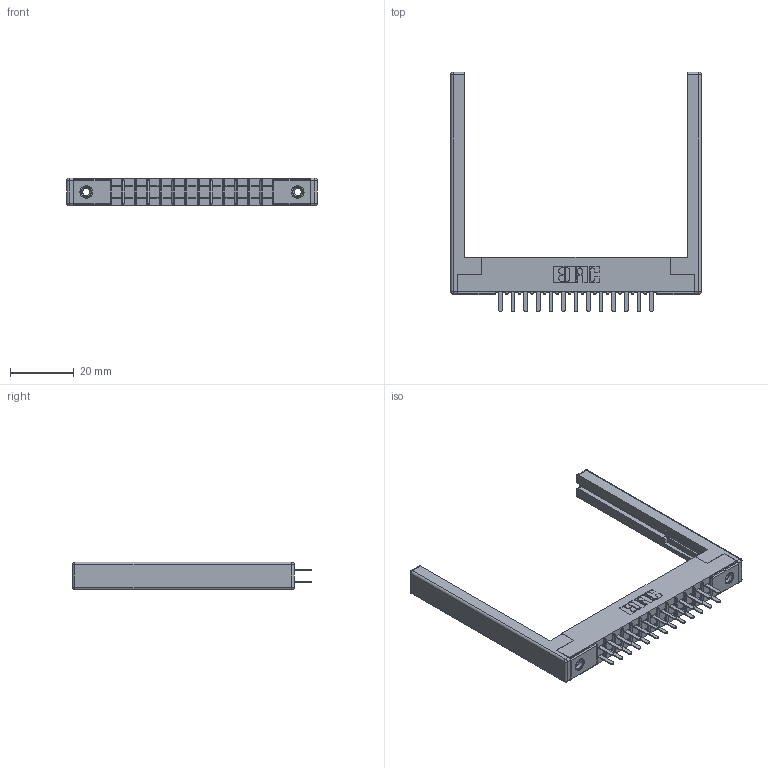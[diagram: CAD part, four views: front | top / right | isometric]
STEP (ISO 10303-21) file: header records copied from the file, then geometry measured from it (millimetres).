
FILE_DESCRIPTION (( 'STEP AP203' ), '1' );
FILE_NAME ('355-026-520-568.STEP', '2019-09-11T05:30:42', ( '' ), ( '' ), 'SwSTEP 2.0', 'SolidWorks 2016', '' );
FILE_SCHEMA (( 'CONFIG_CONTROL_DESIGN' ));
Length unit declared in the file: inch
Products named in the file (5): 345-250-001_345-250-001-102; 355-026-520-568; 305 Part_.156 Dia; 307-220-068; 305-290-001_520
Assembly tree (31 placements, depth 2):
  355-026-520-568
    305 Part_.156 Dia
    305-290-001_520  x26
    345-250-001_345-250-001-102  x2
    307-220-068  x2
Bounding box: 78.94 x 75.39 x 8.71 mm (x, y, z)
Volume: 9349.7 mm3; surface area: 12961.3 mm2
Topology: 31 solids, 31 shells, 1466 faces, 4125 edges, 2658 vertices
Faces by surface type: plane 858, cylinder 532, sphere 60, cone 12, torus 4
Entity records: 20245 total; most frequent: CARTESIAN_POINT 3322, ORIENTED_EDGE 3284, DIRECTION 3256, EDGE_CURVE 1642, VECTOR 1288, LINE 1288, VERTEX_POINT 1050, AXIS2_PLACEMENT_3D 984
